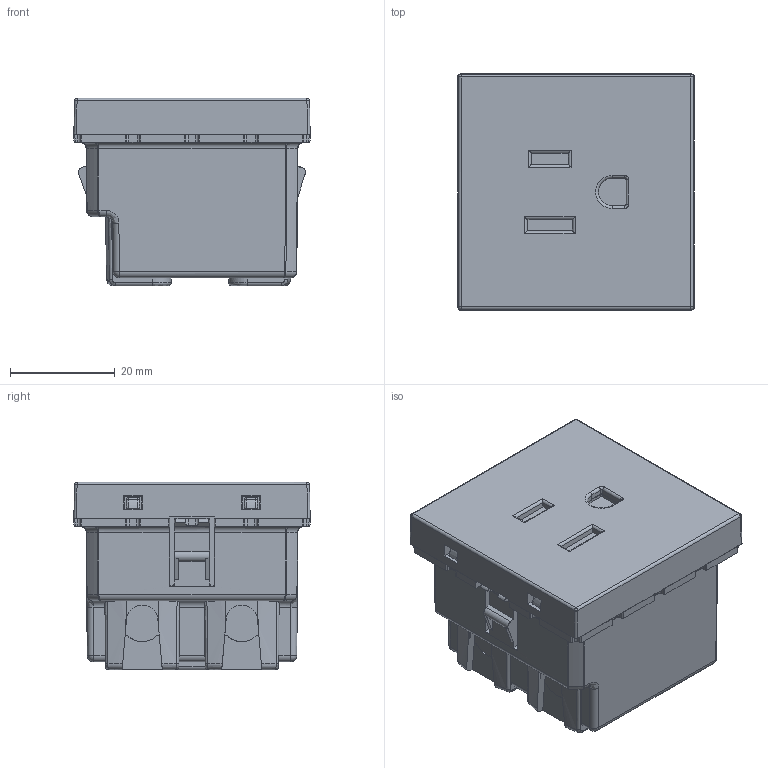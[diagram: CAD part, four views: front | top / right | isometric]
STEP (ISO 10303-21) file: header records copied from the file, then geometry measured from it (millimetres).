
FILE_DESCRIPTION(('CATIA V5 STEP Exchange','CAx-IF Rec.Pracs.--- Model Styling and Organization---1.5--- 2016-08-15','CAx-IF Rec.Pracs.---Supplemental Geometry---1.0---2011-11-01','CAx-IF Rec.Pracs.--- Composite Materials ---1.1---2010-07-15'),'2;1');
FILE_NAME('572617.stp','2025-01-31T12:54:49+00:00',('none'),('none'),'CATIA Version 5-6 Release 2020 SP3','CATIA V5 STEP AP214 v2','none');
FILE_SCHEMA(('AUTOMOTIVE_DESIGN { 1 0 10303 214 1 1 1 1 }'));
Length unit declared in the file: millimetre
Products named in the file (1): 572617
Bounding box: 45.06 x 45.06 x 35.75 mm (x, y, z)
Volume: 54262.7 mm3; surface area: 16245.4 mm2
Topology: 1 solids, 8 shells, 809 faces, 2285 edges, 1450 vertices
Faces by surface type: plane 386, cylinder 205, bspline 90, cone 65, torus 51, sphere 12
Entity records: 34252 total; most frequent: CARTESIAN_POINT 16332, ORIENTED_EDGE 4538, DIRECTION 2387, EDGE_CURVE 2269, VERTEX_POINT 1450, B_SPLINE_CURVE_WITH_KNOTS 1118, VECTOR 904, LINE 904
